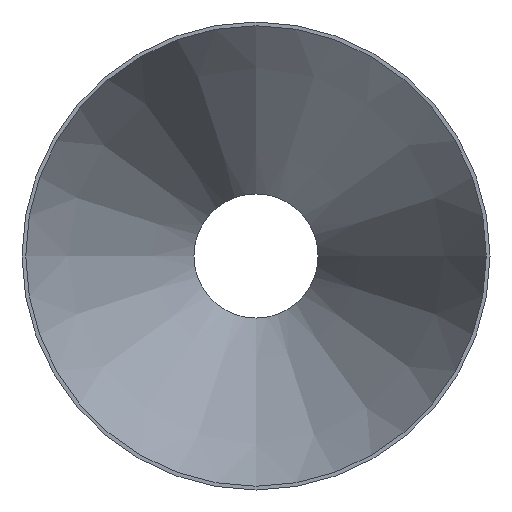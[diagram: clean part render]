
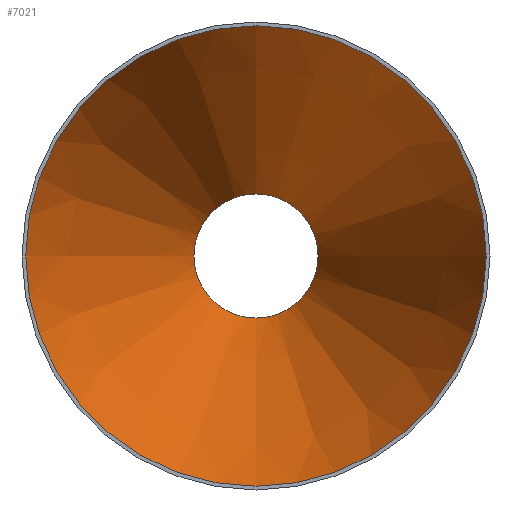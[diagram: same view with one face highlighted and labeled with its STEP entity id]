
A CAD part, front view. The second image highlights one B-rep face of the part: STEP entity #7021.
In plain terms, the highlighted conical face has half-angle 22.306 degrees and reference radius 199.957 mm.
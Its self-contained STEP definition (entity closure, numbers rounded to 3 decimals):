
#755 = CARTESIAN_POINT ( 'NONE',  ( 0., 356., -53.907 ) ) ;
#999 = ORIENTED_EDGE ( 'NONE', *, *, #14605, .F. ) ;
#1846 = CARTESIAN_POINT ( 'NONE',  ( 0., 0., 0. ) ) ;
#3143 = CONICAL_SURFACE ( 'NONE', #18966, 199.957, 0.389 ) ;
#3618 = DIRECTION ( 'NONE',  ( 0., -1., 0. ) ) ;
#4280 = AXIS2_PLACEMENT_3D ( 'NONE', #19877, #3618, #24702 ) ;
#4705 = EDGE_CURVE ( 'NONE', #10058, #10058, #27455, .T. ) ;
#6251 = DIRECTION ( 'NONE',  ( 0., -1., 0. ) ) ;
#7021 = ADVANCED_FACE ( 'NONE', ( #20436, #10707 ), #3143, .F. ) ;
#8886 = EDGE_LOOP ( 'NONE', ( #999 ) ) ;
#9238 = CIRCLE ( 'NONE', #4280, 53.907 ) ;
#10058 = VERTEX_POINT ( 'NONE', #15319 ) ;
#10707 = FACE_OUTER_BOUND ( 'NONE', #25713, .T. ) ;
#13022 = DIRECTION ( 'NONE',  ( 0., -1., 0. ) ) ;
#14605 = EDGE_CURVE ( 'NONE', #15163, #15163, #9238, .T. ) ;
#15163 = VERTEX_POINT ( 'NONE', #755 ) ;
#15319 = CARTESIAN_POINT ( 'NONE',  ( 0., 0., -199.957 ) ) ;
#18966 = AXIS2_PLACEMENT_3D ( 'NONE', #1846, #13022, #29585 ) ;
#19877 = CARTESIAN_POINT ( 'NONE',  ( 0., 356., 0. ) ) ;
#20436 = FACE_BOUND ( 'NONE', #8886, .T. ) ;
#22498 = AXIS2_PLACEMENT_3D ( 'NONE', #27448, #6251, #25140 ) ;
#24702 = DIRECTION ( 'NONE',  ( 0., 0., -1. ) ) ;
#25140 = DIRECTION ( 'NONE',  ( 0., 0., -1. ) ) ;
#25713 = EDGE_LOOP ( 'NONE', ( #26132 ) ) ;
#26132 = ORIENTED_EDGE ( 'NONE', *, *, #4705, .T. ) ;
#27448 = CARTESIAN_POINT ( 'NONE',  ( 0., 0., 0. ) ) ;
#27455 = CIRCLE ( 'NONE', #22498, 199.957 ) ;
#29585 = DIRECTION ( 'NONE',  ( 0., 0., -1. ) ) ;
